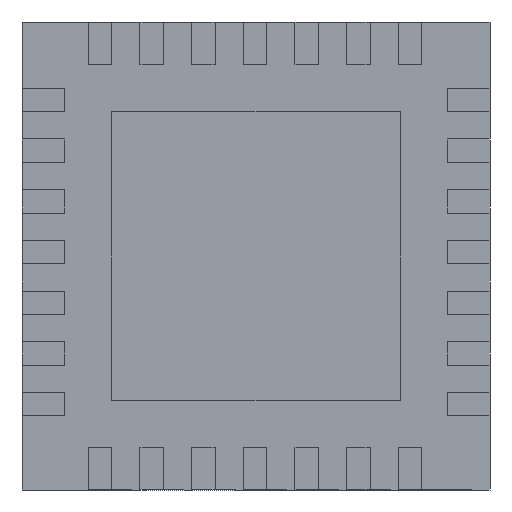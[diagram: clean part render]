
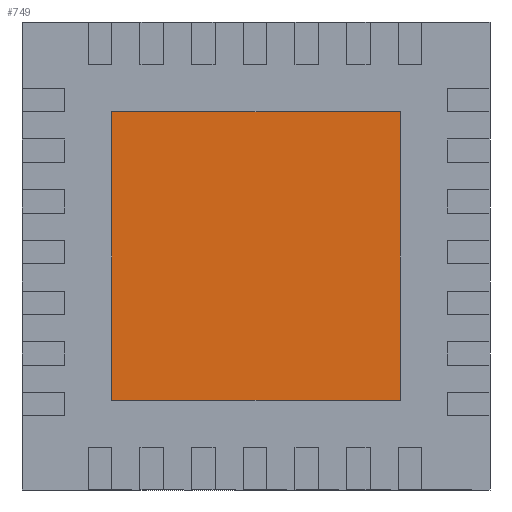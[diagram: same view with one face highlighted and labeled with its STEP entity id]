
A CAD part, front view. The second image highlights one B-rep face of the part: STEP entity #749.
In plain terms, the highlighted planar face has unit normal (0, -1, 0).
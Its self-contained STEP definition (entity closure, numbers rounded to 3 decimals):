
#37 = VECTOR ( 'NONE', #928, 1000. ) ;
#158 = FACE_OUTER_BOUND ( 'NONE', #2182, .T. ) ;
#190 = DIRECTION ( 'NONE',  ( 0., -1., 0. ) ) ;
#238 = CARTESIAN_POINT ( 'NONE',  ( 1.85, -0.02, 1.85 ) ) ;
#243 = CARTESIAN_POINT ( 'NONE',  ( 1.85, -0.02, 1.85 ) ) ;
#247 = EDGE_CURVE ( 'NONE', #802, #3368, #1773, .T. ) ;
#645 = EDGE_CURVE ( 'NONE', #2983, #802, #3795, .T. ) ;
#749 = ADVANCED_FACE ( 'NONE', ( #158 ), #1419, .T. ) ;
#802 = VERTEX_POINT ( 'NONE', #2875 ) ;
#805 = CARTESIAN_POINT ( 'NONE',  ( 0., -0.02, 0. ) ) ;
#819 = ORIENTED_EDGE ( 'NONE', *, *, #3333, .T. ) ;
#836 = VECTOR ( 'NONE', #854, 1000. ) ;
#854 = DIRECTION ( 'NONE',  ( 0., 0., 1. ) ) ;
#928 = DIRECTION ( 'NONE',  ( -1., 0., 0. ) ) ;
#972 = CARTESIAN_POINT ( 'NONE',  ( -1.85, -0.02, 1.85 ) ) ;
#1419 = PLANE ( 'NONE',  #1524 ) ;
#1524 = AXIS2_PLACEMENT_3D ( 'NONE', #805, #190, #2358 ) ;
#1715 = VECTOR ( 'NONE', #2977, 1000. ) ;
#1773 = LINE ( 'NONE', #3927, #2474 ) ;
#1865 = VERTEX_POINT ( 'NONE', #238 ) ;
#1931 = CARTESIAN_POINT ( 'NONE',  ( -1.85, -0.02, 1.85 ) ) ;
#2003 = ORIENTED_EDGE ( 'NONE', *, *, #247, .T. ) ;
#2182 = EDGE_LOOP ( 'NONE', ( #819, #2292, #3469, #2003 ) ) ;
#2230 = EDGE_CURVE ( 'NONE', #1865, #2983, #2843, .T. ) ;
#2292 = ORIENTED_EDGE ( 'NONE', *, *, #2230, .T. ) ;
#2358 = DIRECTION ( 'NONE',  ( 0., 0., -1. ) ) ;
#2474 = VECTOR ( 'NONE', #3913, 1000. ) ;
#2843 = LINE ( 'NONE', #972, #37 ) ;
#2875 = CARTESIAN_POINT ( 'NONE',  ( -1.85, -0.02, -1.85 ) ) ;
#2977 = DIRECTION ( 'NONE',  ( 0., 0., -1. ) ) ;
#2983 = VERTEX_POINT ( 'NONE', #1931 ) ;
#2994 = CARTESIAN_POINT ( 'NONE',  ( -1.85, -0.02, 1.85 ) ) ;
#3333 = EDGE_CURVE ( 'NONE', #3368, #1865, #3741, .T. ) ;
#3368 = VERTEX_POINT ( 'NONE', #3376 ) ;
#3376 = CARTESIAN_POINT ( 'NONE',  ( 1.85, -0.02, -1.85 ) ) ;
#3469 = ORIENTED_EDGE ( 'NONE', *, *, #645, .T. ) ;
#3741 = LINE ( 'NONE', #243, #836 ) ;
#3795 = LINE ( 'NONE', #2994, #1715 ) ;
#3913 = DIRECTION ( 'NONE',  ( 1., 0., 0. ) ) ;
#3927 = CARTESIAN_POINT ( 'NONE',  ( -1.85, -0.02, -1.85 ) ) ;
